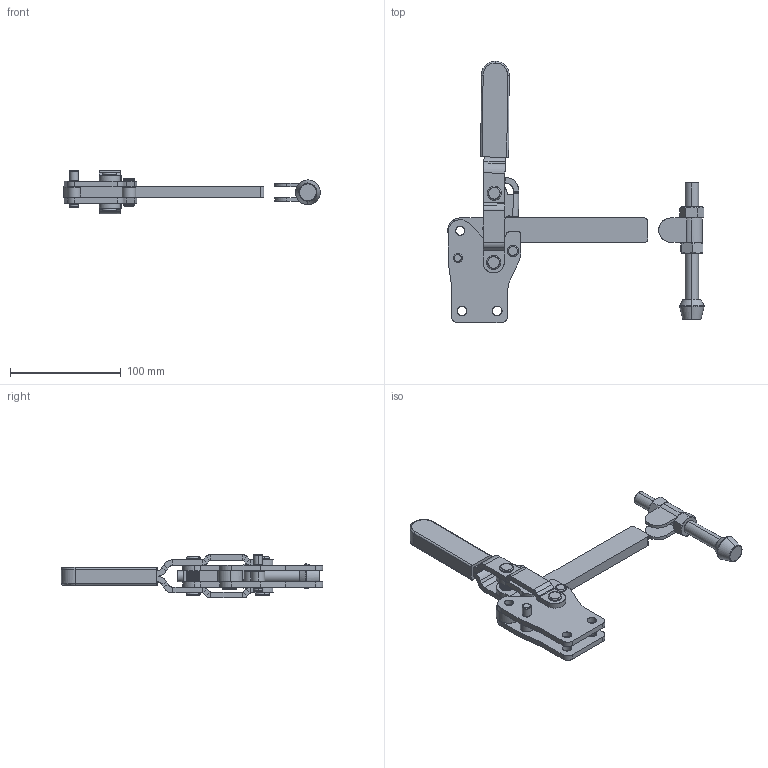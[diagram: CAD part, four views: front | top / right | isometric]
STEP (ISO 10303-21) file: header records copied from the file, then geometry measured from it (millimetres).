
FILE_DESCRIPTION(('CATIA V5 STEP Exchange'),'2;1');
FILE_NAME('TD2-47SB.stp','2012-05-14T13:02:57+00:00',('none'),('none'),'CATIA Version 5 Release 19 SP 3 (IN-10)','CATIA V5 STEP AP203','none');
FILE_SCHEMA(('CONFIG_CONTROL_DESIGN'));
Products named in the file (1): 247-SB
Bounding box: 231.46 x 235.79 x 39.47 mm (x, y, z)
Surface area: 70513.1 mm2 (no closed solid volume)
Topology: 0 solids, 443 shells, 450 faces, 5110 edges, 5103 vertices
Faces by surface type: plane 167, cylinder 152, bspline 92, revolution 39
Entity records: 47194 total; most frequent: CARTESIAN_POINT 22975, ORIENTED_EDGE 5117, EDGE_CURVE 5110, VERTEX_POINT 5103, B_SPLINE_CURVE_WITH_KNOTS 4925, DIRECTION 725, EDGE_LOOP 498, ADVANCED_FACE 450
